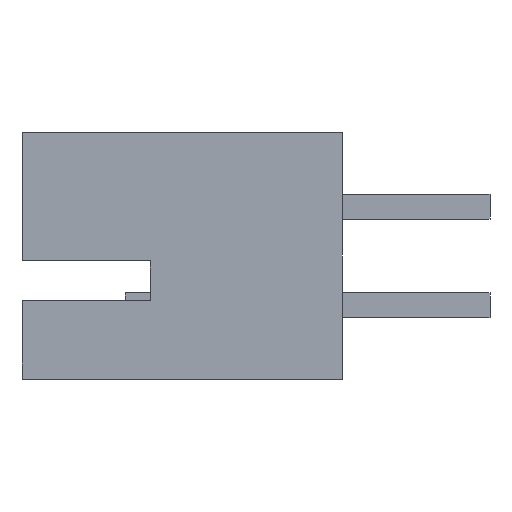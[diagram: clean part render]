
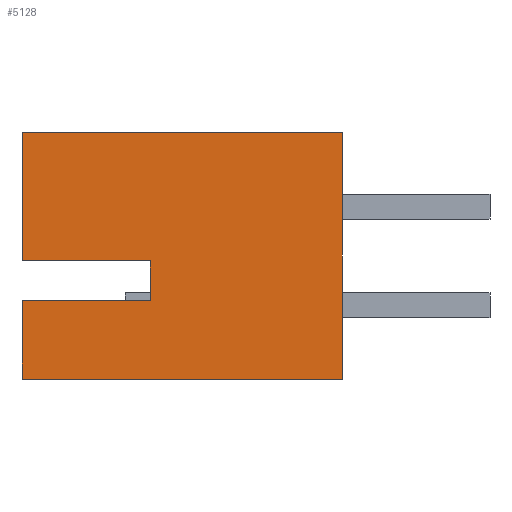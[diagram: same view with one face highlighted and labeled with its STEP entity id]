
A CAD part, left-side view. The second image highlights one B-rep face of the part: STEP entity #5128.
In plain terms, the highlighted planar face has unit normal (-1, 0, 0).
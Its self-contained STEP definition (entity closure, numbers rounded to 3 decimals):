
#238 = LINE ( 'NONE', #303, #302 ) ;
#275 = DIRECTION ( 'NONE',  ( 0., 0., 1. ) ) ;
#276 = VECTOR ( 'NONE', #275, 1000. ) ;
#277 = CARTESIAN_POINT ( 'NONE',  ( -7.95, 3.9, -0.9 ) ) ;
#278 = LINE ( 'NONE', #277, #276 ) ;
#297 = DIRECTION ( 'NONE',  ( 0., 1., 0. ) ) ;
#298 = VECTOR ( 'NONE', #297, 1000. ) ;
#299 = CARTESIAN_POINT ( 'NONE',  ( -7.95, 6.5, -0.1 ) ) ;
#300 = LINE ( 'NONE', #299, #298 ) ;
#301 = DIRECTION ( 'NONE',  ( 0., -1., 0. ) ) ;
#302 = VECTOR ( 'NONE', #301, 1000. ) ;
#303 = CARTESIAN_POINT ( 'NONE',  ( -7.95, 6.5, -0.9 ) ) ;
#401 = DIRECTION ( 'NONE',  ( 0., 0., 1. ) ) ;
#402 = DIRECTION ( 'NONE',  ( -1., 0., 0. ) ) ;
#403 = CARTESIAN_POINT ( 'NONE',  ( -7.95, 6.5, 2.5 ) ) ;
#404 = AXIS2_PLACEMENT_3D ( 'NONE', #403, #402, #401 ) ;
#405 = PLANE ( 'NONE',  #404 ) ;
#406 = FACE_OUTER_BOUND ( 'NONE', #5127, .T. ) ;
#407 = CARTESIAN_POINT ( 'NONE',  ( -7.95, 3.9, -0.9 ) ) ;
#408 = CARTESIAN_POINT ( 'NONE',  ( -7.95, 3.9, -0.1 ) ) ;
#3619 = CARTESIAN_POINT ( 'NONE',  ( -7.95, 0., 2.5 ) ) ;
#3620 = DIRECTION ( 'NONE',  ( 0., -1., 0. ) ) ;
#3621 = VECTOR ( 'NONE', #3620, 1000. ) ;
#3622 = CARTESIAN_POINT ( 'NONE',  ( -7.95, 0., 2.5 ) ) ;
#3623 = LINE ( 'NONE', #3622, #3621 ) ;
#3788 = CARTESIAN_POINT ( 'NONE',  ( -7.95, 6.5, -2.5 ) ) ;
#3811 = CARTESIAN_POINT ( 'NONE',  ( -7.95, 6.5, 2.5 ) ) ;
#3812 = DIRECTION ( 'NONE',  ( 0., 0., 1. ) ) ;
#3813 = VECTOR ( 'NONE', #3812, 1000. ) ;
#3814 = CARTESIAN_POINT ( 'NONE',  ( -7.95, 6.5, 2.5 ) ) ;
#3815 = LINE ( 'NONE', #3814, #3813 ) ;
#3816 = CARTESIAN_POINT ( 'NONE',  ( -7.95, 6.5, -0.9 ) ) ;
#3817 = CARTESIAN_POINT ( 'NONE',  ( -7.95, 6.5, -0.1 ) ) ;
#3838 = DIRECTION ( 'NONE',  ( 0., 0., 1. ) ) ;
#3839 = VECTOR ( 'NONE', #3838, 1000. ) ;
#3840 = CARTESIAN_POINT ( 'NONE',  ( -7.95, 6.5, 2.5 ) ) ;
#3841 = LINE ( 'NONE', #3840, #3839 ) ;
#3943 = DIRECTION ( 'NONE',  ( 0., 0., -1. ) ) ;
#3944 = VECTOR ( 'NONE', #3943, 1000. ) ;
#3945 = CARTESIAN_POINT ( 'NONE',  ( -7.95, 0., 2.5 ) ) ;
#3946 = LINE ( 'NONE', #3945, #3944 ) ;
#4052 = CARTESIAN_POINT ( 'NONE',  ( -7.95, 0., -2.5 ) ) ;
#4205 = DIRECTION ( 'NONE',  ( 0., 1., 0. ) ) ;
#4206 = VECTOR ( 'NONE', #4205, 1000. ) ;
#4207 = CARTESIAN_POINT ( 'NONE',  ( -7.95, 0., -2.5 ) ) ;
#4208 = LINE ( 'NONE', #4207, #4206 ) ;
#5068 = EDGE_CURVE ( 'NONE', #6344, #5124, #238, .T. ) ;
#5070 = EDGE_CURVE ( 'NONE', #5123, #6341, #300, .T. ) ;
#5071 = ORIENTED_EDGE ( 'NONE', *, *, #6223, .F. ) ;
#5072 = ORIENTED_EDGE ( 'NONE', *, *, #6345, .F. ) ;
#5073 = ORIENTED_EDGE ( 'NONE', *, *, #7509, .F. ) ;
#5075 = ORIENTED_EDGE ( 'NONE', *, *, #5070, .F. ) ;
#5088 = EDGE_CURVE ( 'NONE', #5124, #5123, #278, .T. ) ;
#5091 = ORIENTED_EDGE ( 'NONE', *, *, #5088, .F. ) ;
#5092 = ORIENTED_EDGE ( 'NONE', *, *, #6328, .F. ) ;
#5123 = VERTEX_POINT ( 'NONE', #408 ) ;
#5124 = VERTEX_POINT ( 'NONE', #407 ) ;
#5127 = EDGE_LOOP ( 'NONE', ( #5129, #5092, #5073, #5138, #5071, #5072, #5075, #5091 ) ) ;
#5128 = ADVANCED_FACE ( 'NONE', ( #406 ), #405, .T. ) ;
#5129 = ORIENTED_EDGE ( 'NONE', *, *, #5068, .F. ) ;
#5138 = ORIENTED_EDGE ( 'NONE', *, *, #6409, .F. ) ;
#6223 = EDGE_CURVE ( 'NONE', #6346, #6224, #3623, .T. ) ;
#6224 = VERTEX_POINT ( 'NONE', #3619 ) ;
#6323 = VERTEX_POINT ( 'NONE', #3788 ) ;
#6328 = EDGE_CURVE ( 'NONE', #6323, #6344, #3841, .T. ) ;
#6341 = VERTEX_POINT ( 'NONE', #3817 ) ;
#6344 = VERTEX_POINT ( 'NONE', #3816 ) ;
#6345 = EDGE_CURVE ( 'NONE', #6341, #6346, #3815, .T. ) ;
#6346 = VERTEX_POINT ( 'NONE', #3811 ) ;
#6409 = EDGE_CURVE ( 'NONE', #6224, #6481, #3946, .T. ) ;
#6481 = VERTEX_POINT ( 'NONE', #4052 ) ;
#7509 = EDGE_CURVE ( 'NONE', #6481, #6323, #4208, .T. ) ;
